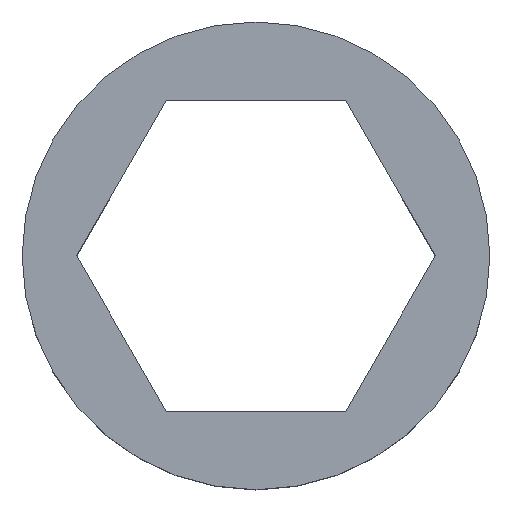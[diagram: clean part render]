
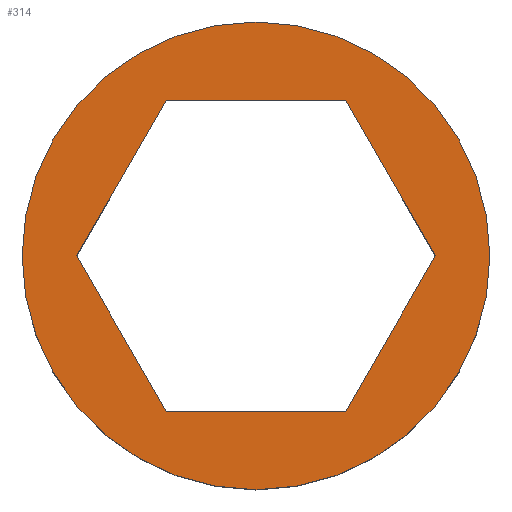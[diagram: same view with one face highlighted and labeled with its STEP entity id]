
A CAD part, top view. The second image highlights one B-rep face of the part: STEP entity #314.
In plain terms, the highlighted planar face has unit normal (0, 0, 1).
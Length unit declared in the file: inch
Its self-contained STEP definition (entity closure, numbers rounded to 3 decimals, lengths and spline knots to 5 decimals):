
#2 = LINE ( 'NONE', #272, #64 ) ;
#6 = CARTESIAN_POINT ( 'NONE',  ( 0., 0., 0.125 ) ) ;
#10 = ORIENTED_EDGE ( 'NONE', *, *, #160, .F. ) ;
#14 = EDGE_CURVE ( 'NONE', #266, #47, #146, .T. ) ;
#43 = LINE ( 'NONE', #264, #74 ) ;
#47 = VERTEX_POINT ( 'NONE', #262 ) ;
#49 = ORIENTED_EDGE ( 'NONE', *, *, #56, .F. ) ;
#54 = CARTESIAN_POINT ( 'NONE',  ( -0.14722, -0.255, 0.125 ) ) ;
#56 = EDGE_CURVE ( 'NONE', #294, #210, #43, .T. ) ;
#61 = CARTESIAN_POINT ( 'NONE',  ( 0.14722, 0.255, 0.125 ) ) ;
#64 = VECTOR ( 'NONE', #328, 39.37008 ) ;
#65 = DIRECTION ( 'NONE',  ( 1., 0., 0. ) ) ;
#67 = FACE_OUTER_BOUND ( 'NONE', #186, .T. ) ;
#74 = VECTOR ( 'NONE', #215, 39.37008 ) ;
#76 = CARTESIAN_POINT ( 'NONE',  ( 0.14722, 0.255, 0.125 ) ) ;
#82 = LINE ( 'NONE', #54, #120 ) ;
#95 = ORIENTED_EDGE ( 'NONE', *, *, #122, .F. ) ;
#108 = VECTOR ( 'NONE', #141, 39.37008 ) ;
#115 = ORIENTED_EDGE ( 'NONE', *, *, #329, .F. ) ;
#120 = VECTOR ( 'NONE', #167, 39.37008 ) ;
#122 = EDGE_CURVE ( 'NONE', #316, #171, #348, .T. ) ;
#125 = VERTEX_POINT ( 'NONE', #76 ) ;
#127 = DIRECTION ( 'NONE',  ( 1., 0., 0. ) ) ;
#138 = DIRECTION ( 'NONE',  ( -0.5, -0.866, 0. ) ) ;
#141 = DIRECTION ( 'NONE',  ( 0.5, -0.866, 0. ) ) ;
#146 = CIRCLE ( 'NONE', #339, 0.38386 ) ;
#147 = CARTESIAN_POINT ( 'NONE',  ( -0.14722, -0.255, 0.125 ) ) ;
#150 = CARTESIAN_POINT ( 'NONE',  ( -0.29445, 0., 0.125 ) ) ;
#155 = DIRECTION ( 'NONE',  ( 0., 0., 1. ) ) ;
#160 = EDGE_CURVE ( 'NONE', #210, #125, #2, .T. ) ;
#165 = EDGE_CURVE ( 'NONE', #285, #294, #82, .T. ) ;
#167 = DIRECTION ( 'NONE',  ( 1., 0., 0. ) ) ;
#168 = AXIS2_PLACEMENT_3D ( 'NONE', #6, #308, #280 ) ;
#169 = CARTESIAN_POINT ( 'NONE',  ( 0.29445, 0., 0.125 ) ) ;
#170 = CARTESIAN_POINT ( 'NONE',  ( 0.14722, -0.255, 0.125 ) ) ;
#171 = VERTEX_POINT ( 'NONE', #276 ) ;
#172 = DIRECTION ( 'NONE',  ( -1., 0., 0. ) ) ;
#176 = CARTESIAN_POINT ( 'NONE',  ( -0.14722, 0.255, 0.125 ) ) ;
#186 = EDGE_LOOP ( 'NONE', ( #346, #255 ) ) ;
#192 = CIRCLE ( 'NONE', #168, 0.38386 ) ;
#193 = CARTESIAN_POINT ( 'NONE',  ( -0.14722, 0.255, 0.125 ) ) ;
#198 = AXIS2_PLACEMENT_3D ( 'NONE', #310, #338, #65 ) ;
#201 = CARTESIAN_POINT ( 'NONE',  ( -0.38386, 0., 0.125 ) ) ;
#202 = ORIENTED_EDGE ( 'NONE', *, *, #165, .F. ) ;
#210 = VERTEX_POINT ( 'NONE', #169 ) ;
#215 = DIRECTION ( 'NONE',  ( 0.5, 0.866, 0. ) ) ;
#216 = EDGE_CURVE ( 'NONE', #47, #266, #192, .T. ) ;
#231 = FACE_BOUND ( 'NONE', #341, .T. ) ;
#247 = VECTOR ( 'NONE', #138, 39.37008 ) ;
#255 = ORIENTED_EDGE ( 'NONE', *, *, #216, .T. ) ;
#262 = CARTESIAN_POINT ( 'NONE',  ( 0.38386, 0., 0.125 ) ) ;
#264 = CARTESIAN_POINT ( 'NONE',  ( 0.14722, -0.255, 0.125 ) ) ;
#266 = VERTEX_POINT ( 'NONE', #201 ) ;
#272 = CARTESIAN_POINT ( 'NONE',  ( 0.29445, 0., 0.125 ) ) ;
#276 = CARTESIAN_POINT ( 'NONE',  ( -0.29445, 0., 0.125 ) ) ;
#280 = DIRECTION ( 'NONE',  ( 1., 0., 0. ) ) ;
#282 = EDGE_CURVE ( 'NONE', #125, #316, #307, .T. ) ;
#285 = VERTEX_POINT ( 'NONE', #147 ) ;
#291 = CARTESIAN_POINT ( 'NONE',  ( 0., 0., 0.125 ) ) ;
#293 = ORIENTED_EDGE ( 'NONE', *, *, #282, .F. ) ;
#294 = VERTEX_POINT ( 'NONE', #170 ) ;
#300 = VECTOR ( 'NONE', #172, 39.37008 ) ;
#307 = LINE ( 'NONE', #61, #300 ) ;
#308 = DIRECTION ( 'NONE',  ( 0., 0., 1. ) ) ;
#310 = CARTESIAN_POINT ( 'NONE',  ( 0., 0., 0.125 ) ) ;
#314 = ADVANCED_FACE ( 'NONE', ( #67, #231 ), #336, .T. ) ;
#316 = VERTEX_POINT ( 'NONE', #176 ) ;
#328 = DIRECTION ( 'NONE',  ( -0.5, 0.866, 0. ) ) ;
#329 = EDGE_CURVE ( 'NONE', #171, #285, #340, .T. ) ;
#336 = PLANE ( 'NONE',  #198 ) ;
#338 = DIRECTION ( 'NONE',  ( 0., 0., 1. ) ) ;
#339 = AXIS2_PLACEMENT_3D ( 'NONE', #291, #155, #127 ) ;
#340 = LINE ( 'NONE', #150, #108 ) ;
#341 = EDGE_LOOP ( 'NONE', ( #49, #202, #115, #95, #293, #10 ) ) ;
#346 = ORIENTED_EDGE ( 'NONE', *, *, #14, .T. ) ;
#348 = LINE ( 'NONE', #193, #247 ) ;
